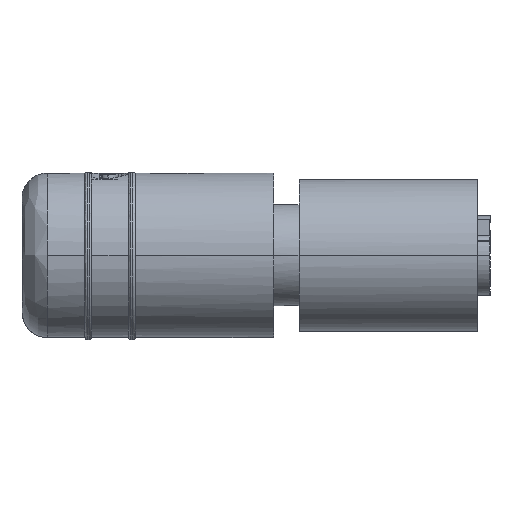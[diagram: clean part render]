
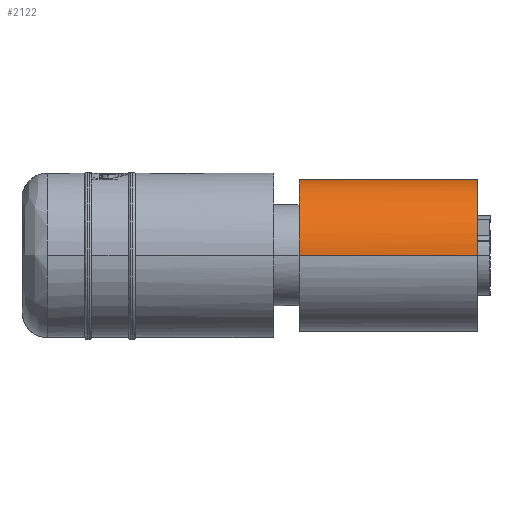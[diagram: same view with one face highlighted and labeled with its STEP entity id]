
A CAD part, left-side view. The second image highlights one B-rep face of the part: STEP entity #2122.
In plain terms, the highlighted cylindrical face has radius 3 mm (diameter 6 mm), a partial arc.
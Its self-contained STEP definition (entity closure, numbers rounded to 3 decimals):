
#365 = CARTESIAN_POINT ( 'NONE',  ( 0., 21., 0. ) ) ;
#385 = DIRECTION ( 'NONE',  ( -1., 0., 0. ) ) ;
#414 = CARTESIAN_POINT ( 'NONE',  ( 2.922, 10.05, 0.785 ) ) ;
#436 = CARTESIAN_POINT ( 'NONE',  ( -2.922, 10.05, 0.785 ) ) ;
#499 = CARTESIAN_POINT ( 'NONE',  ( 3., 3., 0. ) ) ;
#646 = B_SPLINE_CURVE_WITH_KNOTS ( 'NONE', 3,
 ( #4491, #4972, #414, #3326, #859, #3728, #1291, #4163, #1730, #4581, #2158, #4994, #2581, #5402, #2965, #436, #3344, #877 ),
 .UNSPECIFIED., .F., .F.,
 ( 4, 2, 2, 2, 2, 2, 2, 2, 4 ),
 ( 0., 0.125, 0.25, 0.375, 0.5, 0.625, 0.75, 0.875, 1. ),
 .UNSPECIFIED. ) ;
#653 = FACE_OUTER_BOUND ( 'NONE', #4793, .T. ) ;
#708 = ORIENTED_EDGE ( 'NONE', *, *, #1766, .T. ) ;
#776 = CYLINDRICAL_SURFACE ( 'NONE', #3550, 3. ) ;
#859 = CARTESIAN_POINT ( 'NONE',  ( 2.399, 10.05, 1.844 ) ) ;
#877 = CARTESIAN_POINT ( 'NONE',  ( -3., 10.05, 0. ) ) ;
#1051 = DIRECTION ( 'NONE',  ( 0., 1., 0. ) ) ;
#1251 = EDGE_CURVE ( 'NONE', #2927, #2180, #3543, .T. ) ;
#1291 = CARTESIAN_POINT ( 'NONE',  ( 1.511, 10.05, 2.621 ) ) ;
#1331 = CARTESIAN_POINT ( 'NONE',  ( -3., 10.05, 0. ) ) ;
#1347 = EDGE_CURVE ( 'NONE', #1856, #4856, #2652, .T. ) ;
#1452 = CARTESIAN_POINT ( 'NONE',  ( 3., 10.05, 0. ) ) ;
#1730 = CARTESIAN_POINT ( 'NONE',  ( 0.393, 10.05, 3. ) ) ;
#1747 = B_SPLINE_CURVE_WITH_KNOTS ( 'NONE', 3,
 ( #5287, #5268, #4907, #5302, #5309, #5322, #5330, #5355, #5400, #1761, #5387, #5364, #5379, #2916, #5339, #5373, #4871, #499 ),
 .UNSPECIFIED., .F., .F.,
 ( 4, 2, 2, 2, 2, 2, 2, 2, 4 ),
 ( 0., 0.125, 0.25, 0.375, 0.5, 0.625, 0.75, 0.875, 1. ),
 .UNSPECIFIED. ) ;
#1761 = CARTESIAN_POINT ( 'NONE',  ( 0.393, 3., 3. ) ) ;
#1766 = EDGE_CURVE ( 'NONE', #2927, #1856, #1747, .T. ) ;
#1787 = CARTESIAN_POINT ( 'NONE',  ( -3., 21., 0. ) ) ;
#1791 = DIRECTION ( 'NONE',  ( 0., 1., 0. ) ) ;
#1856 = VERTEX_POINT ( 'NONE', #4268 ) ;
#2122 = ADVANCED_FACE ( 'NONE', ( #653 ), #776, .T. ) ;
#2158 = CARTESIAN_POINT ( 'NONE',  ( -0.785, 10.05, 2.922 ) ) ;
#2178 = CARTESIAN_POINT ( 'NONE',  ( 3., 21., 0. ) ) ;
#2180 = VERTEX_POINT ( 'NONE', #1331 ) ;
#2208 = DIRECTION ( 'NONE',  ( 0., 1., 0. ) ) ;
#2344 = VECTOR ( 'NONE', #2208, 1000. ) ;
#2384 = ORIENTED_EDGE ( 'NONE', *, *, #4320, .T. ) ;
#2581 = CARTESIAN_POINT ( 'NONE',  ( -1.844, 10.05, 2.399 ) ) ;
#2652 = LINE ( 'NONE', #2178, #2344 ) ;
#2916 = CARTESIAN_POINT ( 'NONE',  ( 2.399, 3., 1.844 ) ) ;
#2927 = VERTEX_POINT ( 'NONE', #3208 ) ;
#2965 = CARTESIAN_POINT ( 'NONE',  ( -2.621, 10.05, 1.511 ) ) ;
#3208 = CARTESIAN_POINT ( 'NONE',  ( -3., 3., 0. ) ) ;
#3224 = ORIENTED_EDGE ( 'NONE', *, *, #1347, .T. ) ;
#3326 = CARTESIAN_POINT ( 'NONE',  ( 2.621, 10.05, 1.511 ) ) ;
#3344 = CARTESIAN_POINT ( 'NONE',  ( -3., 10.05, 0.393 ) ) ;
#3543 = LINE ( 'NONE', #1787, #3638 ) ;
#3550 = AXIS2_PLACEMENT_3D ( 'NONE', #365, #1051, #385 ) ;
#3638 = VECTOR ( 'NONE', #1791, 1000. ) ;
#3728 = CARTESIAN_POINT ( 'NONE',  ( 1.844, 10.05, 2.399 ) ) ;
#4163 = CARTESIAN_POINT ( 'NONE',  ( 0.785, 10.05, 2.922 ) ) ;
#4268 = CARTESIAN_POINT ( 'NONE',  ( 3., 3., 0. ) ) ;
#4320 = EDGE_CURVE ( 'NONE', #4856, #2180, #646, .T. ) ;
#4326 = ORIENTED_EDGE ( 'NONE', *, *, #1251, .F. ) ;
#4491 = CARTESIAN_POINT ( 'NONE',  ( 3., 10.05, 0. ) ) ;
#4581 = CARTESIAN_POINT ( 'NONE',  ( -0.393, 10.05, 3. ) ) ;
#4793 = EDGE_LOOP ( 'NONE', ( #708, #3224, #2384, #4326 ) ) ;
#4856 = VERTEX_POINT ( 'NONE', #1452 ) ;
#4871 = CARTESIAN_POINT ( 'NONE',  ( 3., 3., 0.393 ) ) ;
#4907 = CARTESIAN_POINT ( 'NONE',  ( -2.922, 3., 0.785 ) ) ;
#4972 = CARTESIAN_POINT ( 'NONE',  ( 3., 10.05, 0.393 ) ) ;
#4994 = CARTESIAN_POINT ( 'NONE',  ( -1.511, 10.05, 2.621 ) ) ;
#5268 = CARTESIAN_POINT ( 'NONE',  ( -3., 3., 0.393 ) ) ;
#5287 = CARTESIAN_POINT ( 'NONE',  ( -3., 3., 0. ) ) ;
#5302 = CARTESIAN_POINT ( 'NONE',  ( -2.621, 3., 1.511 ) ) ;
#5309 = CARTESIAN_POINT ( 'NONE',  ( -2.399, 3., 1.844 ) ) ;
#5322 = CARTESIAN_POINT ( 'NONE',  ( -1.844, 3., 2.399 ) ) ;
#5330 = CARTESIAN_POINT ( 'NONE',  ( -1.511, 3., 2.621 ) ) ;
#5339 = CARTESIAN_POINT ( 'NONE',  ( 2.621, 3., 1.511 ) ) ;
#5355 = CARTESIAN_POINT ( 'NONE',  ( -0.785, 3., 2.922 ) ) ;
#5364 = CARTESIAN_POINT ( 'NONE',  ( 1.511, 3., 2.621 ) ) ;
#5373 = CARTESIAN_POINT ( 'NONE',  ( 2.922, 3., 0.785 ) ) ;
#5379 = CARTESIAN_POINT ( 'NONE',  ( 1.844, 3., 2.399 ) ) ;
#5387 = CARTESIAN_POINT ( 'NONE',  ( 0.785, 3., 2.922 ) ) ;
#5400 = CARTESIAN_POINT ( 'NONE',  ( -0.393, 3., 3. ) ) ;
#5402 = CARTESIAN_POINT ( 'NONE',  ( -2.399, 10.05, 1.844 ) ) ;
